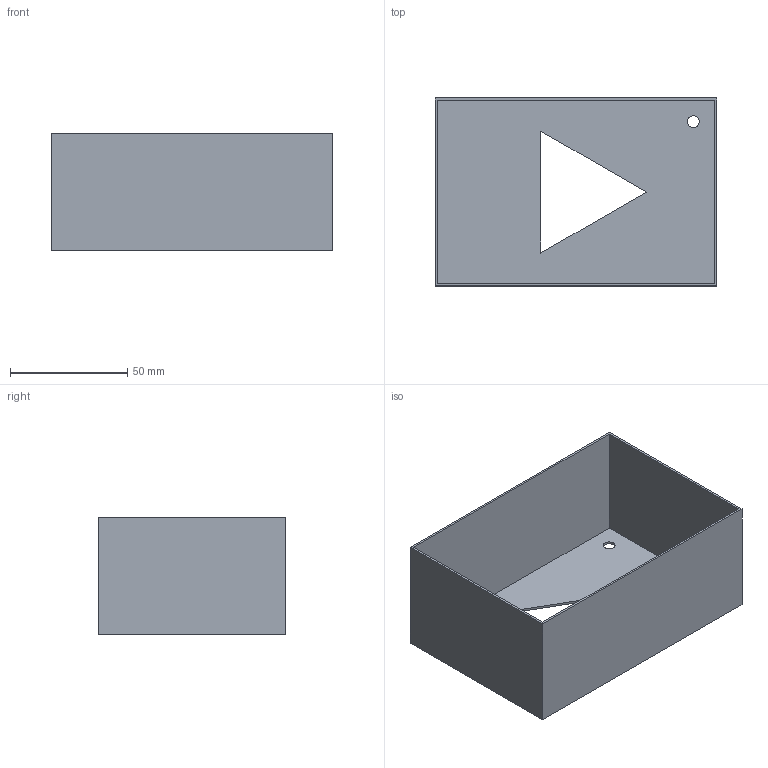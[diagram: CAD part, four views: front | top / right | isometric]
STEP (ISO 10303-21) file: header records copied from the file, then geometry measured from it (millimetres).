
FILE_DESCRIPTION(/* description */ (''),/* implementation_level */ '2;1');
FILE_NAME(/* name */ 'LAMBDA360-BOX.step',/* time_stamp */ '2026-02-23T23:41:17+09:00',/* author */ (''),/* organization */ (''),/* preprocessor_version */ 'ST-DEVELOPER v20.1',/* originating_system */ 'Autodesk Translation Framework v14.24.0.0',/* authorisation */ '');
FILE_SCHEMA (('AUTOMOTIVE_DESIGN { 1 0 10303 214 3 1 1 }'));
Length unit declared in the file: millimetre
Products named in the file (1): LAMBDA360-BOX
Bounding box: 120 x 80 x 50 mm (x, y, z)
Volume: 27815.2 mm3; surface area: 56202.1 mm2
Topology: 1 solids, 1 shells, 15 faces, 36 edges, 24 vertices
Faces by surface type: plane 14, cylinder 1
Full cylindrical faces by diameter (mm): 5 x1
Entity records: 473 total; most frequent: CARTESIAN_POINT 76, ORIENTED_EDGE 72, DIRECTION 70, EDGE_CURVE 36, LINE 34, VECTOR 34, VERTEX_POINT 24, EDGE_LOOP 20
